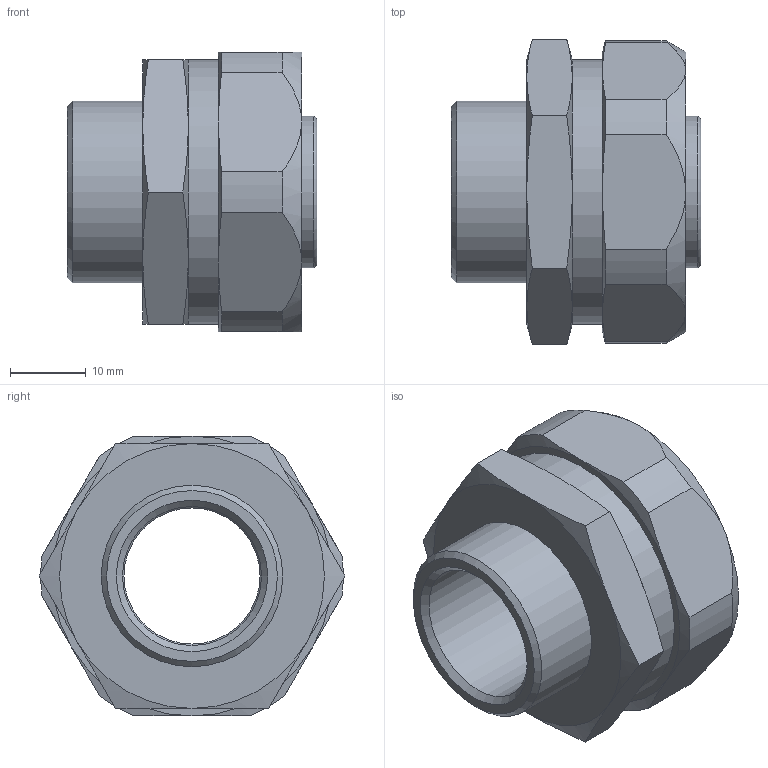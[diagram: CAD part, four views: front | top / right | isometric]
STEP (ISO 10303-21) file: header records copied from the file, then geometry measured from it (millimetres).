
FILE_DESCRIPTION( ( 'STEP AP214' ), '1' );
FILE_NAME( '6015-2020.stp', '2018-12-14T19:24:47', ( '' ), ( '' ), ' ', 'PARTsolutions', ' ' );
FILE_SCHEMA( ( 'AUTOMOTIVE_DESIGN { 1 0 10303 214 1 1 1 1 }' ) );
Length unit declared in the file: millimetre
Products named in the file (1): _6015-2020
Bounding box: 33 x 40.41 x 37 mm (x, y, z)
Volume: 15796.2 mm3; surface area: 9158.2 mm2
Topology: 1 solids, 1 shells, 59 faces, 128 edges, 75 vertices
Faces by surface type: cone 27, plane 18, cylinder 12, torus 2
Full cylindrical faces by diameter (mm): 18 x1, 18.376 x1, 20 x1, 24 x1, 27 x1, 35 x1
Entity records: 2206 total; most frequent: CARTESIAN_POINT 532, DIRECTION 240, ORIENTED_EDGE 234, EDGE_CURVE 117, AXIS2_PLACEMENT_3D 111, EDGE_LOOP 76, VERTEX_POINT 75, FACE_OUTER_BOUND 67
